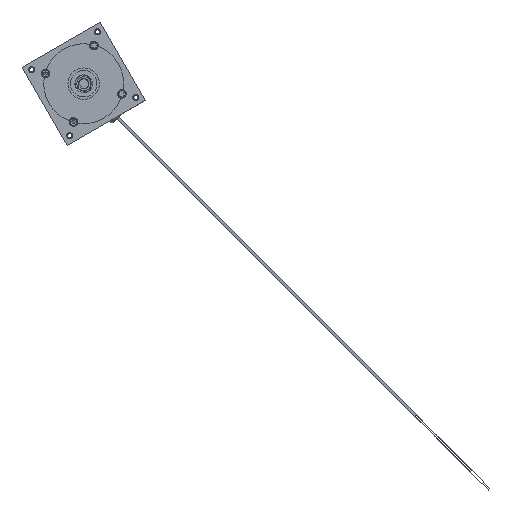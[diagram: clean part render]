
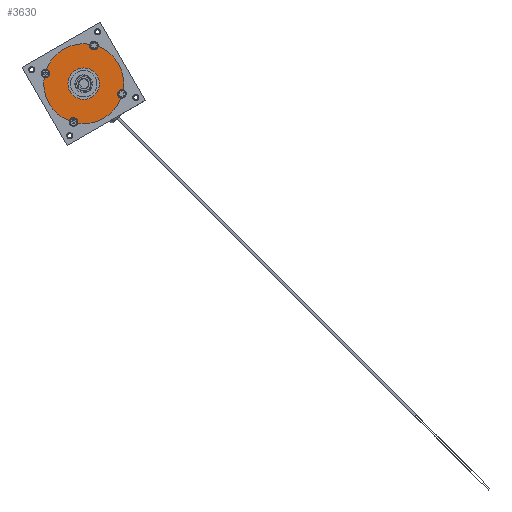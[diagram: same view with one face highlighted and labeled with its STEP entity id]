
A CAD part, left-side view. The second image highlights one B-rep face of the part: STEP entity #3630.
In plain terms, the highlighted planar face has unit normal (-1, 0, 0).
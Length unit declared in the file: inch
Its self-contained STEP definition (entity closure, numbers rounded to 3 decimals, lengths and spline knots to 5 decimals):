
#209 = DIRECTION ( 'NONE',  ( -1., 0., 0. ) ) ;
#211 = DIRECTION ( 'NONE',  ( 0., 0.5, 0.866 ) ) ;
#213 = PLANE ( 'NONE',  #2919 ) ;
#215 = CARTESIAN_POINT ( 'NONE',  ( -6.31098, 12.81837, 3.54004 ) ) ;
#552 = AXIS2_PLACEMENT_3D ( 'NONE', #2087, #2149, #2148 ) ;
#556 = AXIS2_PLACEMENT_3D ( 'NONE', #1961, #2108, #2130 ) ;
#563 = AXIS2_PLACEMENT_3D ( 'NONE', #1929, #1984, #2331 ) ;
#564 = AXIS2_PLACEMENT_3D ( 'NONE', #2318, #2385, #2333 ) ;
#574 = AXIS2_PLACEMENT_3D ( 'NONE', #6086, #6049, #6053 ) ;
#580 = AXIS2_PLACEMENT_3D ( 'NONE', #6063, #6066, #6065 ) ;
#595 = AXIS2_PLACEMENT_3D ( 'NONE', #6026, #6024, #6023 ) ;
#599 = AXIS2_PLACEMENT_3D ( 'NONE', #6042, #6025, #6032 ) ;
#815 = AXIS2_PLACEMENT_3D ( 'NONE', #5807, #5825, #5802 ) ;
#822 = AXIS2_PLACEMENT_3D ( 'NONE', #5386, #5387, #5385 ) ;
#823 = AXIS2_PLACEMENT_3D ( 'NONE', #5389, #5388, #5434 ) ;
#1223 = VERTEX_POINT ( 'NONE', #2170 ) ;
#1225 = VERTEX_POINT ( 'NONE', #2197 ) ;
#1244 = VERTEX_POINT ( 'NONE', #2289 ) ;
#1247 = VERTEX_POINT ( 'NONE', #2068 ) ;
#1294 = VERTEX_POINT ( 'NONE', #2271 ) ;
#1295 = VERTEX_POINT ( 'NONE', #2278 ) ;
#1299 = VERTEX_POINT ( 'NONE', #2288 ) ;
#1307 = VERTEX_POINT ( 'NONE', #2256 ) ;
#1308 = VERTEX_POINT ( 'NONE', #2263 ) ;
#1312 = VERTEX_POINT ( 'NONE', #2307 ) ;
#1314 = VERTEX_POINT ( 'NONE', #2236 ) ;
#1929 = CARTESIAN_POINT ( 'NONE',  ( -6.31098, 12.81837, 3.54004 ) ) ;
#1961 = CARTESIAN_POINT ( 'NONE',  ( -6.31098, 12.81837, 3.54004 ) ) ;
#1984 = DIRECTION ( 'NONE',  ( -1., 0., 0. ) ) ;
#2068 = CARTESIAN_POINT ( 'NONE',  ( -6.31098, 13.33771, 2.20017 ) ) ;
#2087 = CARTESIAN_POINT ( 'NONE',  ( -6.31098, 14.19192, 3.90808 ) ) ;
#2108 = DIRECTION ( 'NONE',  ( -1., 0., 0. ) ) ;
#2130 = DIRECTION ( 'NONE',  ( 0., 0.5, 0.866 ) ) ;
#2148 = DIRECTION ( 'NONE',  ( 0., 0.5, 0.866 ) ) ;
#2149 = DIRECTION ( 'NONE',  ( -1., 0., 0. ) ) ;
#2170 = CARTESIAN_POINT ( 'NONE',  ( -6.31098, 11.52233, 3.30623 ) ) ;
#2197 = CARTESIAN_POINT ( 'NONE',  ( -6.31098, 14.11442, 3.77385 ) ) ;
#2211 = DIRECTION ( 'NONE',  ( -1., 0., 0. ) ) ;
#2213 = CARTESIAN_POINT ( 'NONE',  ( -6.31098, 13.18641, 2.16649 ) ) ;
#2223 = DIRECTION ( 'NONE',  ( 0., 0.5, 0.866 ) ) ;
#2236 = CARTESIAN_POINT ( 'NONE',  ( -6.31098, 12.53587, 3.05074 ) ) ;
#2256 = CARTESIAN_POINT ( 'NONE',  ( -6.31098, 11.39834, 3.31987 ) ) ;
#2263 = CARTESIAN_POINT ( 'NONE',  ( -6.31098, 13.10087, 4.02935 ) ) ;
#2271 = CARTESIAN_POINT ( 'NONE',  ( -6.31098, 12.09987, 2.29556 ) ) ;
#2278 = CARTESIAN_POINT ( 'NONE',  ( -6.31098, 11.4785, 3.0207 ) ) ;
#2288 = CARTESIAN_POINT ( 'NONE',  ( -6.31098, 14.2384, 3.76022 ) ) ;
#2289 = CARTESIAN_POINT ( 'NONE',  ( -6.31098, 14.15824, 4.05938 ) ) ;
#2307 = CARTESIAN_POINT ( 'NONE',  ( -6.31098, 12.5982, 4.96007 ) ) ;
#2318 = CARTESIAN_POINT ( 'NONE',  ( -6.31098, 12.45033, 4.91359 ) ) ;
#2331 = DIRECTION ( 'NONE',  ( 0., 0.5, 0.866 ) ) ;
#2333 = DIRECTION ( 'NONE',  ( 0., 0.5, 0.866 ) ) ;
#2385 = DIRECTION ( 'NONE',  ( -1., 0., 0. ) ) ;
#2766 = DIRECTION ( 'NONE',  ( -1., 0., 0. ) ) ;
#2767 = DIRECTION ( 'NONE',  ( 0., 0.5, 0.866 ) ) ;
#2779 = CARTESIAN_POINT ( 'NONE',  ( -6.31098, 12.81837, 3.54004 ) ) ;
#2802 = DIRECTION ( 'NONE',  ( -1., 0., 0. ) ) ;
#2803 = CARTESIAN_POINT ( 'NONE',  ( -6.31098, 11.44483, 3.172 ) ) ;
#2806 = DIRECTION ( 'NONE',  ( 0., 0.5, 0.866 ) ) ;
#2808 = CARTESIAN_POINT ( 'NONE',  ( -6.31098, 12.81837, 3.54004 ) ) ;
#2810 = DIRECTION ( 'NONE',  ( 0., 0.5, 0.866 ) ) ;
#2811 = DIRECTION ( 'NONE',  ( -1., 0., 0. ) ) ;
#2917 = FACE_OUTER_BOUND ( 'NONE', #6313, .T. ) ;
#2919 = AXIS2_PLACEMENT_3D ( 'NONE', #215, #209, #211 ) ;
#3006 = AXIS2_PLACEMENT_3D ( 'NONE', #2779, #2766, #2767 ) ;
#3024 = AXIS2_PLACEMENT_3D ( 'NONE', #2808, #2802, #2806 ) ;
#3030 = AXIS2_PLACEMENT_3D ( 'NONE', #2803, #2811, #2810 ) ;
#3284 = EDGE_CURVE ( 'NONE', #6128, #1247, #4422, .T. ) ;
#3305 = EDGE_CURVE ( 'NONE', #1299, #1225, #4411, .T. ) ;
#3312 = EDGE_CURVE ( 'NONE', #1312, #1244, #4408, .T. ) ;
#3315 = EDGE_CURVE ( 'NONE', #1314, #1308, #4407, .T. ) ;
#3316 = EDGE_CURVE ( 'NONE', #1312, #6139, #4405, .T. ) ;
#3327 = EDGE_CURVE ( 'NONE', #1307, #6156, #4507, .T. ) ;
#3332 = EDGE_CURVE ( 'NONE', #1307, #1223, #4515, .T. ) ;
#3346 = EDGE_CURVE ( 'NONE', #6139, #6156, #4580, .T. ) ;
#3349 = EDGE_CURVE ( 'NONE', #1225, #1244, #4499, .T. ) ;
#3364 = EDGE_CURVE ( 'NONE', #1294, #1295, #4572, .T. ) ;
#3376 = EDGE_CURVE ( 'NONE', #6182, #6128, #4566, .T. ) ;
#3377 = EDGE_CURVE ( 'NONE', #1299, #1247, #4565, .T. ) ;
#3630 = ADVANCED_FACE ( 'NONE', ( #4754, #2917 ), #213, .T. ) ;
#4014 = CARTESIAN_POINT ( 'NONE',  ( -6.31098, 13.26391, 2.30073 ) ) ;
#4074 = CARTESIAN_POINT ( 'NONE',  ( -6.31098, 13.03855, 2.12001 ) ) ;
#4087 = CARTESIAN_POINT ( 'NONE',  ( -6.31098, 12.29903, 4.87991 ) ) ;
#4093 = CARTESIAN_POINT ( 'NONE',  ( -6.31098, 12.37283, 4.77935 ) ) ;
#4242 = EDGE_CURVE ( 'NONE', #1308, #1314, #4597, .T. ) ;
#4257 = EDGE_CURVE ( 'NONE', #6182, #1294, #4388, .T. ) ;
#4258 = EDGE_CURVE ( 'NONE', #1223, #1295, #4375, .T. ) ;
#4375 = CIRCLE ( 'NONE', #3030, 0.155 ) ;
#4388 = CIRCLE ( 'NONE', #3024, 1.437 ) ;
#4405 = CIRCLE ( 'NONE', #564, 0.155 ) ;
#4407 = CIRCLE ( 'NONE', #563, 0.565 ) ;
#4408 = CIRCLE ( 'NONE', #556, 1.437 ) ;
#4411 = CIRCLE ( 'NONE', #552, 0.155 ) ;
#4422 = CIRCLE ( 'NONE', #6513, 0.155 ) ;
#4499 = CIRCLE ( 'NONE', #599, 0.155 ) ;
#4507 = CIRCLE ( 'NONE', #574, 1.437 ) ;
#4515 = CIRCLE ( 'NONE', #580, 0.155 ) ;
#4565 = CIRCLE ( 'NONE', #823, 1.437 ) ;
#4566 = CIRCLE ( 'NONE', #822, 0.155 ) ;
#4572 = CIRCLE ( 'NONE', #815, 1.437 ) ;
#4580 = CIRCLE ( 'NONE', #595, 0.155 ) ;
#4597 = CIRCLE ( 'NONE', #3006, 0.565 ) ;
#4754 = FACE_BOUND ( 'NONE', #6310, .T. ) ;
#5021 = ORIENTED_EDGE ( 'NONE', *, *, #3376, .F. ) ;
#5022 = ORIENTED_EDGE ( 'NONE', *, *, #3284, .F. ) ;
#5023 = ORIENTED_EDGE ( 'NONE', *, *, #3377, .T. ) ;
#5024 = ORIENTED_EDGE ( 'NONE', *, *, #3305, .F. ) ;
#5025 = ORIENTED_EDGE ( 'NONE', *, *, #3349, .F. ) ;
#5026 = ORIENTED_EDGE ( 'NONE', *, *, #3312, .T. ) ;
#5027 = ORIENTED_EDGE ( 'NONE', *, *, #3316, .F. ) ;
#5028 = ORIENTED_EDGE ( 'NONE', *, *, #3346, .F. ) ;
#5029 = ORIENTED_EDGE ( 'NONE', *, *, #3327, .T. ) ;
#5030 = ORIENTED_EDGE ( 'NONE', *, *, #4258, .F. ) ;
#5031 = ORIENTED_EDGE ( 'NONE', *, *, #3364, .T. ) ;
#5032 = ORIENTED_EDGE ( 'NONE', *, *, #3315, .F. ) ;
#5033 = ORIENTED_EDGE ( 'NONE', *, *, #3332, .F. ) ;
#5034 = ORIENTED_EDGE ( 'NONE', *, *, #4242, .F. ) ;
#5036 = ORIENTED_EDGE ( 'NONE', *, *, #4257, .T. ) ;
#5385 = DIRECTION ( 'NONE',  ( 0., 0.5, 0.866 ) ) ;
#5386 = CARTESIAN_POINT ( 'NONE',  ( -6.31098, 13.18641, 2.16649 ) ) ;
#5387 = DIRECTION ( 'NONE',  ( -1., 0., 0. ) ) ;
#5388 = DIRECTION ( 'NONE',  ( -1., 0., 0. ) ) ;
#5389 = CARTESIAN_POINT ( 'NONE',  ( -6.31098, 12.81837, 3.54004 ) ) ;
#5434 = DIRECTION ( 'NONE',  ( 0., 0.5, 0.866 ) ) ;
#5802 = DIRECTION ( 'NONE',  ( 0., 0.5, 0.866 ) ) ;
#5807 = CARTESIAN_POINT ( 'NONE',  ( -6.31098, 12.81837, 3.54004 ) ) ;
#5825 = DIRECTION ( 'NONE',  ( -1., 0., 0. ) ) ;
#6023 = DIRECTION ( 'NONE',  ( 0., 0.5, 0.866 ) ) ;
#6024 = DIRECTION ( 'NONE',  ( -1., 0., 0. ) ) ;
#6025 = DIRECTION ( 'NONE',  ( -1., 0., 0. ) ) ;
#6026 = CARTESIAN_POINT ( 'NONE',  ( -6.31098, 12.45033, 4.91359 ) ) ;
#6032 = DIRECTION ( 'NONE',  ( 0., 0.5, 0.866 ) ) ;
#6042 = CARTESIAN_POINT ( 'NONE',  ( -6.31098, 14.19192, 3.90808 ) ) ;
#6049 = DIRECTION ( 'NONE',  ( -1., 0., 0. ) ) ;
#6053 = DIRECTION ( 'NONE',  ( 0., 0.5, 0.866 ) ) ;
#6063 = CARTESIAN_POINT ( 'NONE',  ( -6.31098, 11.44483, 3.172 ) ) ;
#6065 = DIRECTION ( 'NONE',  ( 0., 0.5, 0.866 ) ) ;
#6066 = DIRECTION ( 'NONE',  ( -1., 0., 0. ) ) ;
#6086 = CARTESIAN_POINT ( 'NONE',  ( -6.31098, 12.81837, 3.54004 ) ) ;
#6128 = VERTEX_POINT ( 'NONE', #4014 ) ;
#6139 = VERTEX_POINT ( 'NONE', #4093 ) ;
#6156 = VERTEX_POINT ( 'NONE', #4087 ) ;
#6182 = VERTEX_POINT ( 'NONE', #4074 ) ;
#6310 = EDGE_LOOP ( 'NONE', ( #5034, #5032 ) ) ;
#6313 = EDGE_LOOP ( 'NONE', ( #5036, #5031, #5030, #5033, #5029, #5028, #5027, #5026, #5025, #5024, #5023, #5022, #5021 ) ) ;
#6513 = AXIS2_PLACEMENT_3D ( 'NONE', #2213, #2211, #2223 ) ;
